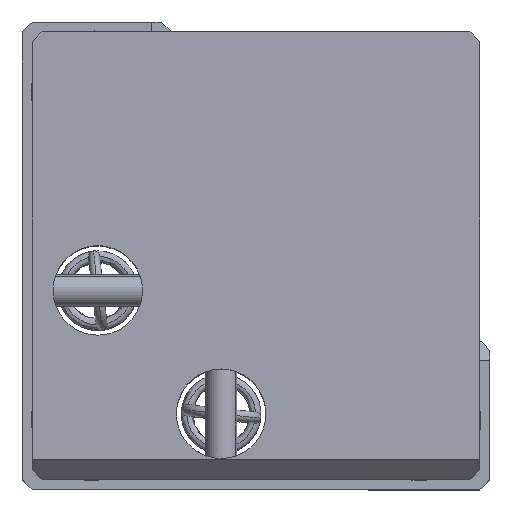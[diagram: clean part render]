
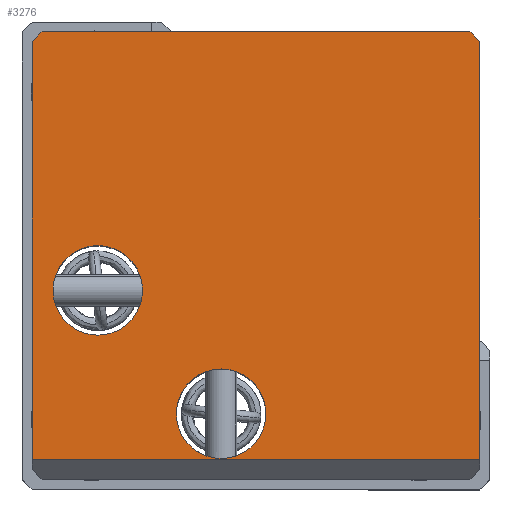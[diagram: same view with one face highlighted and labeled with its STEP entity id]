
A CAD part, top view. The second image highlights one B-rep face of the part: STEP entity #3276.
In plain terms, the highlighted planar face has unit normal (0, 0, 1).
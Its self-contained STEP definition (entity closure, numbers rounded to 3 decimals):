
#1 = FACE_OUTER_BOUND ( 'NONE', #3944, .T. ) ;
#972 = VERTEX_POINT ( 'NONE', #4092 ) ;
#984 = CARTESIAN_POINT ( 'NONE',  ( -26.504, -24.712, -0.045 ) ) ;
#1687 = ORIENTED_EDGE ( 'NONE', *, *, #9811, .T. ) ;
#1841 = VERTEX_POINT ( 'NONE', #14486 ) ;
#2480 = FACE_BOUND ( 'NONE', #20266, .T. ) ;
#2977 = CARTESIAN_POINT ( 'NONE',  ( -28.204, -18.512, -0.045 ) ) ;
#3276 = ADVANCED_FACE ( 'NONE', ( #2480, #12179, #1 ), #12010, .F. ) ;
#3548 = LINE ( 'NONE', #17041, #10984 ) ;
#3653 = LINE ( 'NONE', #10897, #17151 ) ;
#3944 = EDGE_LOOP ( 'NONE', ( #16670, #12607, #9301, #1687, #4843, #15801 ) ) ;
#3992 = EDGE_CURVE ( 'NONE', #12446, #4147, #14433, .T. ) ;
#4027 = DIRECTION ( 'NONE',  ( 0., 0., 1. ) ) ;
#4092 = CARTESIAN_POINT ( 'NONE',  ( -33.754, -27.012, -0.045 ) ) ;
#4147 = VERTEX_POINT ( 'NONE', #13618 ) ;
#4809 = CARTESIAN_POINT ( 'NONE',  ( -33.254, -5.512, -0.045 ) ) ;
#4843 = ORIENTED_EDGE ( 'NONE', *, *, #11497, .T. ) ;
#4895 = AXIS2_PLACEMENT_3D ( 'NONE', #10835, #12527, #7766 ) ;
#4935 = VERTEX_POINT ( 'NONE', #5229 ) ;
#5229 = CARTESIAN_POINT ( 'NONE',  ( -11.254, -6.012, -0.045 ) ) ;
#5306 = VECTOR ( 'NONE', #15116, 1000. ) ;
#5476 = DIRECTION ( 'NONE',  ( 0., 0., -1. ) ) ;
#5601 = EDGE_CURVE ( 'NONE', #972, #20088, #3653, .T. ) ;
#5645 = AXIS2_PLACEMENT_3D ( 'NONE', #10136, #5476, #8524 ) ;
#6034 = DIRECTION ( 'NONE',  ( 0., 0., 1. ) ) ;
#6740 = DIRECTION ( 'NONE',  ( -0.707, -0.707, 0. ) ) ;
#6832 = VECTOR ( 'NONE', #10751, 1000. ) ;
#6956 = CIRCLE ( 'NONE', #16241, 2.25 ) ;
#7550 = VERTEX_POINT ( 'NONE', #2977 ) ;
#7766 = DIRECTION ( 'NONE',  ( 1., 0., 0. ) ) ;
#8029 = LINE ( 'NONE', #16977, #5306 ) ;
#8524 = DIRECTION ( 'NONE',  ( -1., 0., 0. ) ) ;
#8677 = DIRECTION ( 'NONE',  ( 1., 0., 0. ) ) ;
#9254 = LINE ( 'NONE', #17421, #14777 ) ;
#9301 = ORIENTED_EDGE ( 'NONE', *, *, #12830, .T. ) ;
#9377 = DIRECTION ( 'NONE',  ( 1., 0., 0. ) ) ;
#9434 = DIRECTION ( 'NONE',  ( 0., -1., 0. ) ) ;
#9760 = ORIENTED_EDGE ( 'NONE', *, *, #14609, .F. ) ;
#9811 = EDGE_CURVE ( 'NONE', #4935, #15451, #13347, .T. ) ;
#9891 = CARTESIAN_POINT ( 'NONE',  ( -33.754, -6.012, -0.045 ) ) ;
#10136 = CARTESIAN_POINT ( 'NONE',  ( -19.254, -13.512, -0.045 ) ) ;
#10166 = VECTOR ( 'NONE', #6740, 1000. ) ;
#10664 = DIRECTION ( 'NONE',  ( 0., 1., 0. ) ) ;
#10751 = DIRECTION ( 'NONE',  ( -0.707, 0.707, 0. ) ) ;
#10835 = CARTESIAN_POINT ( 'NONE',  ( -30.454, -18.512, -0.045 ) ) ;
#10897 = CARTESIAN_POINT ( 'NONE',  ( -19.254, -27.012, -0.045 ) ) ;
#10984 = VECTOR ( 'NONE', #10664, 1000. ) ;
#11497 = EDGE_CURVE ( 'NONE', #15451, #12446, #8029, .T. ) ;
#11510 = CARTESIAN_POINT ( 'NONE',  ( -11.754, -5.512, -0.045 ) ) ;
#12010 = PLANE ( 'NONE',  #5645 ) ;
#12179 = FACE_BOUND ( 'NONE', #16079, .T. ) ;
#12446 = VERTEX_POINT ( 'NONE', #4809 ) ;
#12527 = DIRECTION ( 'NONE',  ( 0., 0., 1. ) ) ;
#12607 = ORIENTED_EDGE ( 'NONE', *, *, #5601, .T. ) ;
#12768 = EDGE_CURVE ( 'NONE', #4147, #972, #9254, .T. ) ;
#12777 = DIRECTION ( 'NONE',  ( 0., 0., 1. ) ) ;
#12830 = EDGE_CURVE ( 'NONE', #20088, #4935, #3548, .T. ) ;
#12871 = CARTESIAN_POINT ( 'NONE',  ( -22.004, -24.712, -0.045 ) ) ;
#13347 = LINE ( 'NONE', #13730, #6832 ) ;
#13618 = CARTESIAN_POINT ( 'NONE',  ( -33.754, -6.012, -0.045 ) ) ;
#13730 = CARTESIAN_POINT ( 'NONE',  ( -11.754, -5.512, -0.045 ) ) ;
#14249 = VERTEX_POINT ( 'NONE', #12871 ) ;
#14261 = VERTEX_POINT ( 'NONE', #984 ) ;
#14418 = ORIENTED_EDGE ( 'NONE', *, *, #15136, .F. ) ;
#14433 = LINE ( 'NONE', #9891, #10166 ) ;
#14486 = CARTESIAN_POINT ( 'NONE',  ( -32.704, -18.512, -0.045 ) ) ;
#14494 = CARTESIAN_POINT ( 'NONE',  ( -11.254, -27.012, -0.045 ) ) ;
#14609 = EDGE_CURVE ( 'NONE', #14261, #14249, #20424, .T. ) ;
#14777 = VECTOR ( 'NONE', #9434, 1000. ) ;
#14800 = EDGE_CURVE ( 'NONE', #7550, #1841, #18712, .T. ) ;
#15116 = DIRECTION ( 'NONE',  ( -1., 0., 0. ) ) ;
#15136 = EDGE_CURVE ( 'NONE', #14249, #14261, #6956, .T. ) ;
#15451 = VERTEX_POINT ( 'NONE', #11510 ) ;
#15801 = ORIENTED_EDGE ( 'NONE', *, *, #3992, .T. ) ;
#15855 = CARTESIAN_POINT ( 'NONE',  ( -24.254, -24.712, -0.045 ) ) ;
#15991 = DIRECTION ( 'NONE',  ( 1., 0., 0. ) ) ;
#16079 = EDGE_LOOP ( 'NONE', ( #14418, #9760 ) ) ;
#16119 = ORIENTED_EDGE ( 'NONE', *, *, #14800, .F. ) ;
#16241 = AXIS2_PLACEMENT_3D ( 'NONE', #15855, #12777, #15991 ) ;
#16565 = EDGE_CURVE ( 'NONE', #1841, #7550, #18192, .T. ) ;
#16670 = ORIENTED_EDGE ( 'NONE', *, *, #12768, .T. ) ;
#16856 = CARTESIAN_POINT ( 'NONE',  ( -30.454, -18.512, -0.045 ) ) ;
#16977 = CARTESIAN_POINT ( 'NONE',  ( -33.754, -5.512, -0.045 ) ) ;
#17041 = CARTESIAN_POINT ( 'NONE',  ( -11.254, -5.512, -0.045 ) ) ;
#17121 = ORIENTED_EDGE ( 'NONE', *, *, #16565, .F. ) ;
#17151 = VECTOR ( 'NONE', #9377, 1000. ) ;
#17421 = CARTESIAN_POINT ( 'NONE',  ( -33.754, -28.012, -0.045 ) ) ;
#17724 = DIRECTION ( 'NONE',  ( 1., 0., 0. ) ) ;
#18192 = CIRCLE ( 'NONE', #4895, 2.25 ) ;
#18398 = AXIS2_PLACEMENT_3D ( 'NONE', #16856, #4027, #8677 ) ;
#18712 = CIRCLE ( 'NONE', #18398, 2.25 ) ;
#19736 = CARTESIAN_POINT ( 'NONE',  ( -24.254, -24.712, -0.045 ) ) ;
#20088 = VERTEX_POINT ( 'NONE', #14494 ) ;
#20266 = EDGE_LOOP ( 'NONE', ( #16119, #17121 ) ) ;
#20424 = CIRCLE ( 'NONE', #20599, 2.25 ) ;
#20599 = AXIS2_PLACEMENT_3D ( 'NONE', #19736, #6034, #17724 ) ;
